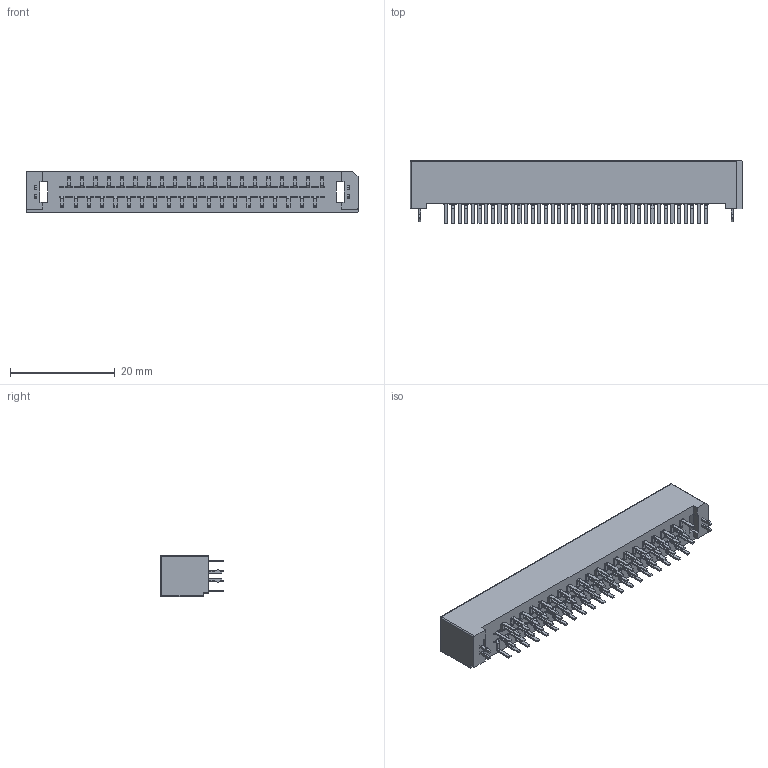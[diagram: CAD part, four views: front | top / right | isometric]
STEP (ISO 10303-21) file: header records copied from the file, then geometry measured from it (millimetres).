
FILE_DESCRIPTION (( 'STEP AP203' ), '1' );
FILE_NAME ('K3D-TX25-80P-6ST-H1E-R1 JAE Connector Division Proprietary.STEP', '2009-01-14T02:35:21', ( '' ), ( '' ), 'SwSTEP 2.0', 'SolidWorks 2008', '' );
FILE_SCHEMA (( 'CONFIG_CONTROL_DESIGN' ));
Length unit declared in the file: millimetre
Products named in the file (1): K3D-TX25-80P-6ST-H1E-R1 JAE Connector Division Proprietary
Bounding box: 63.4 x 12 x 8 mm (x, y, z)
Volume: 2310.3 mm3; surface area: 4215 mm2
Topology: 1 solids, 1 shells, 1338 faces, 3642 edges, 2381 vertices
Faces by surface type: plane 1149, cylinder 182, sphere 7
Entity records: 41567 total; most frequent: CARTESIAN_POINT 7502, ORIENTED_EDGE 7270, DIRECTION 6620, EDGE_CURVE 3635, VECTOR 3230, LINE 3230, VERTEX_POINT 2381, AXIS2_PLACEMENT_3D 1695
